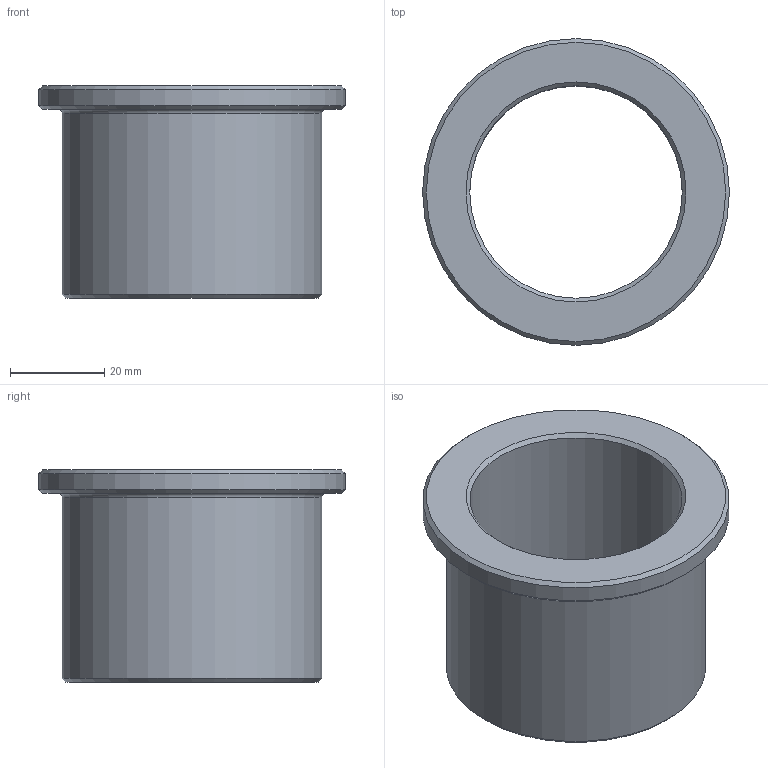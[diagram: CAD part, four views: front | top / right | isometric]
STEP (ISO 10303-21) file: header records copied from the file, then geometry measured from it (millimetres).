
FILE_DESCRIPTION(('STEP AP203'),'1');
FILE_NAME('550-045X45-65X5.stp','2015-12-17T14:51:19',(' '),(' '),'Spatial InterOp 3D',' ',' ');
FILE_SCHEMA(('CONFIG_CONTROL_DESIGN'));
Length unit declared in the file: metre
Products named in the file (2): 550-45X45-65X5
Assembly tree (1 placements, depth 2):
  (unnamed)
    550-45X45-65X5
Bounding box: 65 x 65 x 45 mm (x, y, z)
Volume: 39803.3 mm3; surface area: 17285.3 mm2
Topology: 1 solids, 1 shells, 12 faces, 21 edges, 12 vertices
Faces by surface type: cone 5, cylinder 3, plane 3, torus 1
Full cylindrical faces by diameter (mm): 45 x1, 55 x1, 65 x1
Entity records: 348 total; most frequent: DIRECTION 52, CARTESIAN_POINT 38, AXIS2_PLACEMENT_3D 26, EDGE_LOOP 24, ORIENTED_EDGE 24, FACE_OUTER_BOUND 16, ADVANCED_FACE 12, EDGE_CURVE 12
